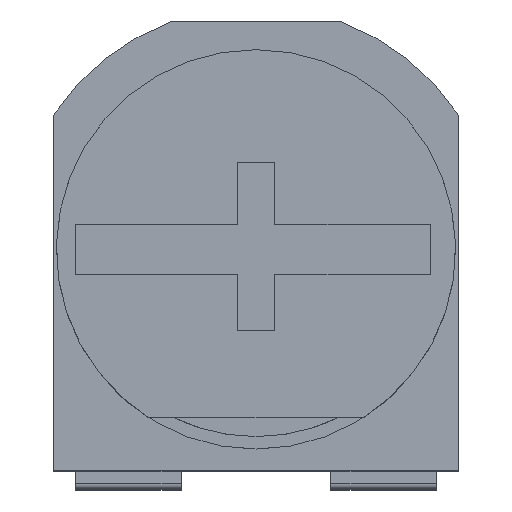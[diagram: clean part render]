
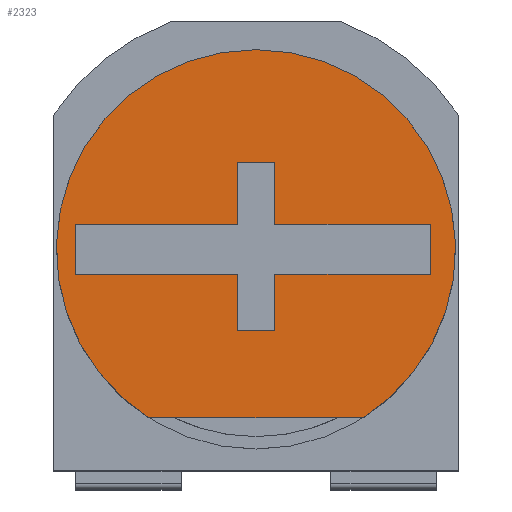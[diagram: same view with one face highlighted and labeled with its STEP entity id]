
A CAD part, top view. The second image highlights one B-rep face of the part: STEP entity #2323.
In plain terms, the highlighted planar face has unit normal (0, 0, 1).
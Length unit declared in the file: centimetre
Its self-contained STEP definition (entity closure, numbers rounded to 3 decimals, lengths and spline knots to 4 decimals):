
#245=PLANE('',#2497);
#449=VECTOR('',#2940,1.);
#456=VECTOR('',#2951,1.);
#459=VECTOR('',#2955,1.);
#462=VECTOR('',#2959,1.);
#465=VECTOR('',#2963,1.);
#468=VECTOR('',#2967,1.);
#471=VECTOR('',#2971,1.);
#474=VECTOR('',#2975,1.);
#477=VECTOR('',#2979,1.);
#480=VECTOR('',#2983,1.);
#483=VECTOR('',#2987,1.);
#486=VECTOR('',#2991,1.);
#489=VECTOR('',#2995,1.);
#697=LINE('',#3556,#449);
#704=LINE('',#3573,#456);
#707=LINE('',#3579,#459);
#710=LINE('',#3585,#462);
#713=LINE('',#3591,#465);
#716=LINE('',#3597,#468);
#719=LINE('',#3603,#471);
#722=LINE('',#3609,#474);
#725=LINE('',#3615,#477);
#728=LINE('',#3621,#480);
#731=LINE('',#3627,#483);
#734=LINE('',#3633,#486);
#737=LINE('',#3638,#489);
#918=VERTEX_POINT('',#3554);
#920=VERTEX_POINT('',#3557);
#926=VERTEX_POINT('',#3572);
#927=VERTEX_POINT('',#3574);
#929=VERTEX_POINT('',#3580);
#931=VERTEX_POINT('',#3586);
#933=VERTEX_POINT('',#3592);
#935=VERTEX_POINT('',#3598);
#937=VERTEX_POINT('',#3604);
#939=VERTEX_POINT('',#3610);
#941=VERTEX_POINT('',#3616);
#943=VERTEX_POINT('',#3622);
#945=VERTEX_POINT('',#3628);
#947=VERTEX_POINT('',#3634);
#1017=CIRCLE('',#2495,0.3202);
#1279=EDGE_CURVE('',#920,#918,#697,.T.);
#1287=EDGE_CURVE('',#927,#926,#704,.T.);
#1290=EDGE_CURVE('',#929,#927,#707,.T.);
#1293=EDGE_CURVE('',#931,#929,#710,.T.);
#1296=EDGE_CURVE('',#933,#931,#713,.T.);
#1299=EDGE_CURVE('',#935,#933,#716,.T.);
#1302=EDGE_CURVE('',#937,#935,#719,.T.);
#1305=EDGE_CURVE('',#939,#937,#722,.T.);
#1308=EDGE_CURVE('',#941,#939,#725,.T.);
#1311=EDGE_CURVE('',#943,#941,#728,.T.);
#1314=EDGE_CURVE('',#945,#943,#731,.T.);
#1317=EDGE_CURVE('',#947,#945,#734,.T.);
#1320=EDGE_CURVE('',#926,#947,#737,.T.);
#1322=EDGE_CURVE('',#920,#918,#1017,.T.);
#1915=ORIENTED_EDGE('',*,*,#1287,.T.);
#1916=ORIENTED_EDGE('',*,*,#1320,.T.);
#1917=ORIENTED_EDGE('',*,*,#1317,.T.);
#1918=ORIENTED_EDGE('',*,*,#1314,.T.);
#1919=ORIENTED_EDGE('',*,*,#1311,.T.);
#1920=ORIENTED_EDGE('',*,*,#1308,.T.);
#1921=ORIENTED_EDGE('',*,*,#1305,.T.);
#1922=ORIENTED_EDGE('',*,*,#1302,.T.);
#1923=ORIENTED_EDGE('',*,*,#1299,.T.);
#1924=ORIENTED_EDGE('',*,*,#1296,.T.);
#1925=ORIENTED_EDGE('',*,*,#1293,.T.);
#1926=ORIENTED_EDGE('',*,*,#1290,.T.);
#1927=ORIENTED_EDGE('',*,*,#1279,.T.);
#1928=ORIENTED_EDGE('',*,*,#1322,.F.);
#2079=EDGE_LOOP('',(#1915,#1916,#1917,#1918,#1919,#1920,#1921,#1922,#1923,
#1924,#1925,#1926));
#2080=EDGE_LOOP('',(#1927,#1928));
#2202=FACE_BOUND('',#2079,.T.);
#2203=FACE_BOUND('',#2080,.T.);
#2323=ADVANCED_FACE('',(#2202,#2203),#245,.T.);
#2495=AXIS2_PLACEMENT_3D('',#3642,#3001,#3002);
#2497=AXIS2_PLACEMENT_3D('',#3644,#3004,$);
#2940=DIRECTION('',(1.,0.,0.));
#2951=DIRECTION('',(-1.,0.,0.));
#2955=DIRECTION('',(0.,1.,0.));
#2959=DIRECTION('',(-1.,0.,0.));
#2963=DIRECTION('',(0.,-1.,0.));
#2967=DIRECTION('',(-1.,0.,0.));
#2971=DIRECTION('',(0.,-1.,0.));
#2975=DIRECTION('',(1.,0.,0.));
#2979=DIRECTION('',(0.,-1.,0.));
#2983=DIRECTION('',(1.,0.,0.));
#2987=DIRECTION('',(0.,1.,0.));
#2991=DIRECTION('',(1.,0.,0.));
#2995=DIRECTION('',(0.,1.,0.));
#3001=DIRECTION('',(0.,0.,-1.));
#3002=DIRECTION('',(0.32,0.,0.));
#3004=DIRECTION('',(0.,0.,1.));
#3554=CARTESIAN_POINT('',(0.172,-0.27,0.76));
#3556=CARTESIAN_POINT('',(0.,-0.27,0.76));
#3557=CARTESIAN_POINT('',(-0.172,-0.27,0.76));
#3572=CARTESIAN_POINT('',(-0.29,-0.04,0.76));
#3573=CARTESIAN_POINT('',(-0.08,-0.04,0.76));
#3574=CARTESIAN_POINT('',(-0.03,-0.04,0.76));
#3579=CARTESIAN_POINT('',(-0.03,-0.0425,0.76));
#3580=CARTESIAN_POINT('',(-0.03,-0.13,0.76));
#3585=CARTESIAN_POINT('',(0.,-0.13,0.76));
#3586=CARTESIAN_POINT('',(0.03,-0.13,0.76));
#3591=CARTESIAN_POINT('',(0.03,-0.0425,0.76));
#3592=CARTESIAN_POINT('',(0.03,-0.04,0.76));
#3597=CARTESIAN_POINT('',(0.0775,-0.04,0.76));
#3598=CARTESIAN_POINT('',(0.28,-0.04,0.76));
#3603=CARTESIAN_POINT('',(0.28,0.,0.76));
#3604=CARTESIAN_POINT('',(0.28,0.04,0.76));
#3609=CARTESIAN_POINT('',(0.0775,0.04,0.76));
#3610=CARTESIAN_POINT('',(0.03,0.04,0.76));
#3615=CARTESIAN_POINT('',(0.03,0.045,0.76));
#3616=CARTESIAN_POINT('',(0.03,0.14,0.76));
#3621=CARTESIAN_POINT('',(0.,0.14,0.76));
#3622=CARTESIAN_POINT('',(-0.03,0.14,0.76));
#3627=CARTESIAN_POINT('',(-0.03,0.045,0.76));
#3628=CARTESIAN_POINT('',(-0.03,0.04,0.76));
#3633=CARTESIAN_POINT('',(-0.08,0.04,0.76));
#3634=CARTESIAN_POINT('',(-0.29,0.04,0.76));
#3638=CARTESIAN_POINT('',(-0.29,0.,0.76));
#3642=CARTESIAN_POINT('',(0.,0.,0.76));
#3644=CARTESIAN_POINT('',(0.,0.,0.76));
